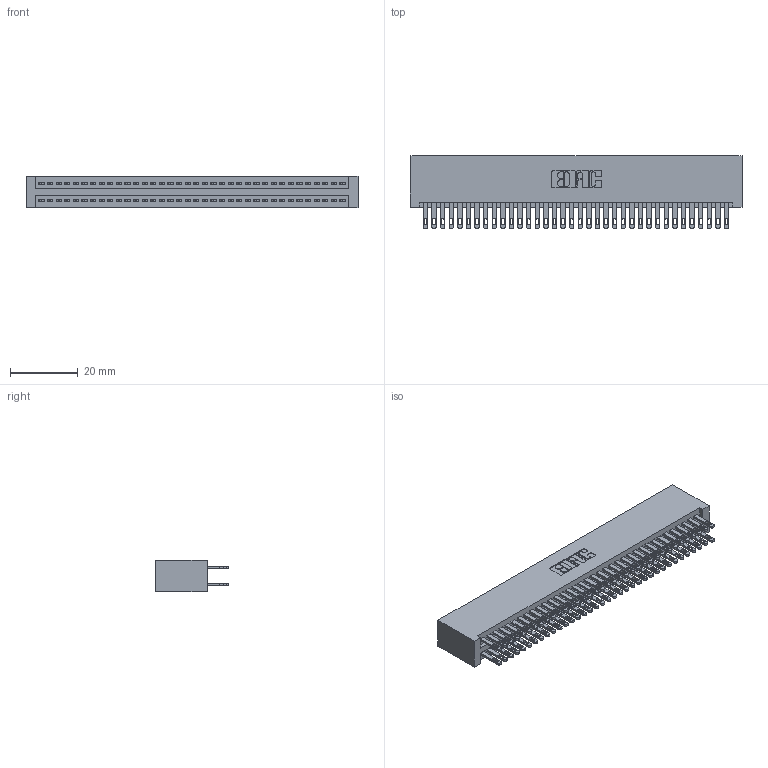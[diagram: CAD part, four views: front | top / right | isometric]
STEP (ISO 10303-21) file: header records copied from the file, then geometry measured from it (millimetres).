
FILE_DESCRIPTION (( 'STEP AP203' ), '1' );
FILE_NAME ('345-072-500-201.STEP', '2018-10-01T17:11:23', ( '' ), ( '' ), 'SwSTEP 2.0', 'SolidWorks 2016', '' );
FILE_SCHEMA (( 'CONFIG_CONTROL_DESIGN' ));
Length unit declared in the file: inch
Products named in the file (3): 345 Part_No Mounting Lugs; 345-072-500-201; 345-292-001_345-293-100
Assembly tree (73 placements, depth 2):
  345-072-500-201
    345 Part_No Mounting Lugs
    345-292-001_345-293-100  x72
Bounding box: 98.04 x 21.51 x 9.4 mm (x, y, z)
Volume: 10304.3 mm3; surface area: 16152.9 mm2
Topology: 73 solids, 73 shells, 3430 faces, 10469 edges, 6978 vertices
Faces by surface type: plane 2020, cylinder 1410
Entity records: 28707 total; most frequent: CARTESIAN_POINT 4816, ORIENTED_EDGE 4750, DIRECTION 4251, EDGE_CURVE 2375, LINE 2103, VECTOR 2103, VERTEX_POINT 1582, AXIS2_PLACEMENT_3D 1074
